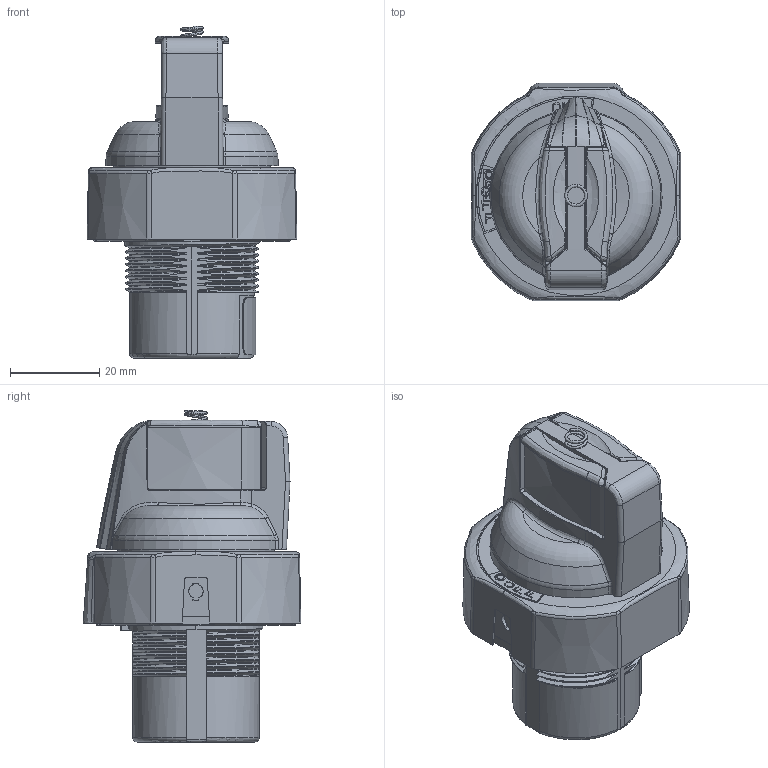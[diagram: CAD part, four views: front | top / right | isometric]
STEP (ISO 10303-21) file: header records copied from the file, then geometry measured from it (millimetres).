
FILE_DESCRIPTION((''),'2;1');
FILE_NAME('10000260200_ASM','2014-10-28T',('kleis'),('Rockwell Automation'),'PRO/ENGINEER BY PARAMETRIC TECHNOLOGY CORPORATION, 2012480','PRO/ENGINEER BY PARAMETRIC TECHNOLOGY CORPORATION, 2012480','');
FILE_SCHEMA(('CONFIG_CONTROL_DESIGN'));
Length unit declared in the file: inch
Products named in the file (14): 10000252550; 10000515496; 10000252555; 10000252150; 10000252560; 10000253147; 10000252565; 10000252558; 10000252552; 10000252583; 10000252548; 10000252562; 10000159370; 10000260200_ASM
Assembly tree (18 placements, depth 2):
  10000260200_ASM
    10000252550
    10000515496
    10000252555
    10000252150
    10000252560
    10000253147  x6
    10000252565
    10000252558
    10000252552
    10000252583
    10000252548
    10000252562
    10000159370
Bounding box: 46.99 x 48.77 x 74.41 mm (x, y, z)
Volume: 35661.2 mm3; surface area: 46449.5 mm2
Topology: 19 solids, 19 shells, 3358 faces, 8554 edges, 5296 vertices
Faces by surface type: plane 1354, cylinder 716, bspline 632, cone 364, torus 237, sphere 52, extrusion 2, revolution 1
Entity records: 147313 total; most frequent: CARTESIAN_POINT 77716, ORIENTED_EDGE 15694, DIRECTION 12706, EDGE_CURVE 7847, VERTEX_POINT 4861, AXIS2_PLACEMENT_3D 4439, VECTOR 3827, LINE 3825
